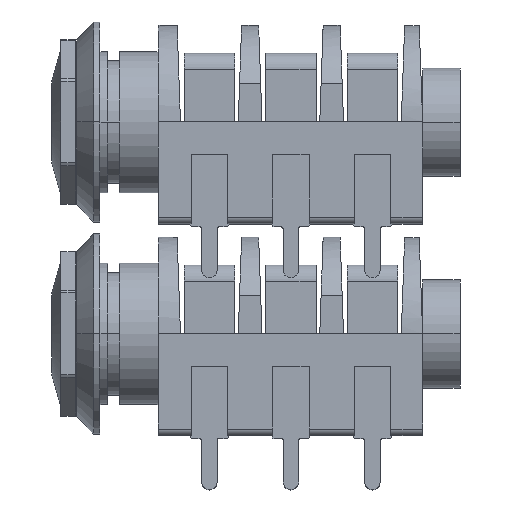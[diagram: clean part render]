
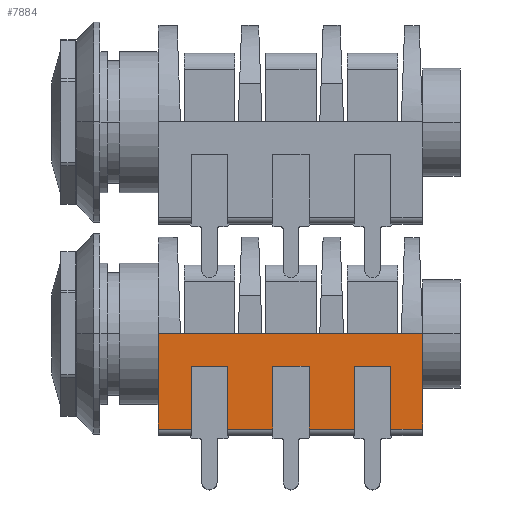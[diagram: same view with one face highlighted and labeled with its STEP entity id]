
A CAD part, top view. The second image highlights one B-rep face of the part: STEP entity #7884.
In plain terms, the highlighted planar face has unit normal (0, 0, 1).
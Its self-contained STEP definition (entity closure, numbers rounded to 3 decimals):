
#10 = LINE ( 'NONE', #2723, #11 ) ;
#11 = VECTOR ( 'NONE', #2720, 1000. ) ;
#29 = LINE ( 'NONE', #2725, #103 ) ;
#30 = LINE ( 'NONE', #2677, #34 ) ;
#33 = LINE ( 'NONE', #2684, #37 ) ;
#34 = VECTOR ( 'NONE', #2669, 1000. ) ;
#37 = VECTOR ( 'NONE', #2689, 1000. ) ;
#39 = VECTOR ( 'NONE', #2659, 1000. ) ;
#61 = VECTOR ( 'NONE', #2757, 1000. ) ;
#62 = VECTOR ( 'NONE', #2708, 1000. ) ;
#73 = LINE ( 'NONE', #2787, #95 ) ;
#88 = LINE ( 'NONE', #2737, #61 ) ;
#95 = VECTOR ( 'NONE', #2783, 1000. ) ;
#98 = LINE ( 'NONE', #2707, #62 ) ;
#102 = LINE ( 'NONE', #2786, #116 ) ;
#103 = VECTOR ( 'NONE', #2694, 1000. ) ;
#116 = VECTOR ( 'NONE', #2778, 1000. ) ;
#124 = VECTOR ( 'NONE', #2811, 1000. ) ;
#133 = LINE ( 'NONE', #2793, #124 ) ;
#191 = DIRECTION ( 'NONE',  ( 0., 0., 1. ) ) ;
#198 = DIRECTION ( 'NONE',  ( 0., -1., 0. ) ) ;
#216 = PLANE ( 'NONE',  #12413 ) ;
#236 = CARTESIAN_POINT ( 'NONE',  ( -15.224, -5.632, 13.661 ) ) ;
#1569 = DIRECTION ( 'NONE',  ( 0., -1., 0. ) ) ;
#1575 = CARTESIAN_POINT ( 'NONE',  ( -15.224, -5.632, 13.661 ) ) ;
#1576 = CARTESIAN_POINT ( 'NONE',  ( -3.454, -5.632, 13.661 ) ) ;
#1591 = DIRECTION ( 'NONE',  ( -1., 0., 0. ) ) ;
#2196 = CARTESIAN_POINT ( 'NONE',  ( 0.056, -0.752, 13.661 ) ) ;
#2202 = CARTESIAN_POINT ( 'NONE',  ( -6.294, -5.632, 13.661 ) ) ;
#2208 = CARTESIAN_POINT ( 'NONE',  ( -3.454, -5.632, 13.661 ) ) ;
#2230 = CARTESIAN_POINT ( 'NONE',  ( -3.454, -0.752, 13.661 ) ) ;
#2256 = CARTESIAN_POINT ( 'NONE',  ( -12.644, -0.752, 13.661 ) ) ;
#2260 = CARTESIAN_POINT ( 'NONE',  ( -6.294, -0.752, 13.661 ) ) ;
#2263 = CARTESIAN_POINT ( 'NONE',  ( -9.804, -0.752, 13.661 ) ) ;
#2269 = CARTESIAN_POINT ( 'NONE',  ( 0.056, -5.632, 13.661 ) ) ;
#2300 = CARTESIAN_POINT ( 'NONE',  ( 5.386, 1.788, 13.661 ) ) ;
#2305 = CARTESIAN_POINT ( 'NONE',  ( 2.896, -0.752, 13.661 ) ) ;
#2306 = CARTESIAN_POINT ( 'NONE',  ( -9.804, -5.632, 13.661 ) ) ;
#2313 = CARTESIAN_POINT ( 'NONE',  ( -15.224, 1.788, 13.661 ) ) ;
#2322 = CARTESIAN_POINT ( 'NONE',  ( -12.644, -5.632, 13.661 ) ) ;
#2325 = CARTESIAN_POINT ( 'NONE',  ( 5.386, -5.632, 13.661 ) ) ;
#2345 = CARTESIAN_POINT ( 'NONE',  ( -15.224, -5.632, 13.661 ) ) ;
#2374 = CARTESIAN_POINT ( 'NONE',  ( 2.896, -5.632, 13.661 ) ) ;
#2615 = CARTESIAN_POINT ( 'NONE',  ( 0.056, -5.632, 13.661 ) ) ;
#2621 = DIRECTION ( 'NONE',  ( 0., 1., 0. ) ) ;
#2659 = DIRECTION ( 'NONE',  ( -1., 0., 0. ) ) ;
#2669 = DIRECTION ( 'NONE',  ( 1., 0., 0. ) ) ;
#2677 = CARTESIAN_POINT ( 'NONE',  ( -15.224, -0.752, 13.661 ) ) ;
#2684 = CARTESIAN_POINT ( 'NONE',  ( 5.386, 0.113, 13.661 ) ) ;
#2689 = DIRECTION ( 'NONE',  ( 0., 1., 0. ) ) ;
#2691 = CARTESIAN_POINT ( 'NONE',  ( -15.224, 1.788, 13.661 ) ) ;
#2694 = DIRECTION ( 'NONE',  ( 0., 1., 0. ) ) ;
#2707 = CARTESIAN_POINT ( 'NONE',  ( -12.644, -5.632, 13.661 ) ) ;
#2708 = DIRECTION ( 'NONE',  ( 0., 1., 0. ) ) ;
#2720 = DIRECTION ( 'NONE',  ( -1., 0., 0. ) ) ;
#2723 = CARTESIAN_POINT ( 'NONE',  ( -15.224, -5.632, 13.661 ) ) ;
#2725 = CARTESIAN_POINT ( 'NONE',  ( -15.224, 0.113, 13.661 ) ) ;
#2737 = CARTESIAN_POINT ( 'NONE',  ( 2.896, -5.632, 13.661 ) ) ;
#2757 = DIRECTION ( 'NONE',  ( 0., -1., 0. ) ) ;
#2778 = DIRECTION ( 'NONE',  ( 1., 0., 0. ) ) ;
#2783 = DIRECTION ( 'NONE',  ( -1., 0., 0. ) ) ;
#2786 = CARTESIAN_POINT ( 'NONE',  ( -15.224, -0.752, 13.661 ) ) ;
#2787 = CARTESIAN_POINT ( 'NONE',  ( -15.224, -5.632, 13.661 ) ) ;
#2793 = CARTESIAN_POINT ( 'NONE',  ( -9.804, -5.632, 13.661 ) ) ;
#2811 = DIRECTION ( 'NONE',  ( 0., -1., 0. ) ) ;
#2827 = CARTESIAN_POINT ( 'NONE',  ( -15.224, -5.632, 13.661 ) ) ;
#2828 = DIRECTION ( 'NONE',  ( -1., 0., 0. ) ) ;
#2880 = CARTESIAN_POINT ( 'NONE',  ( -6.294, -5.632, 13.661 ) ) ;
#2884 = DIRECTION ( 'NONE',  ( 0., 1., 0. ) ) ;
#2926 = DIRECTION ( 'NONE',  ( 1., 0., 0. ) ) ;
#2936 = CARTESIAN_POINT ( 'NONE',  ( -15.224, -0.752, 13.661 ) ) ;
#3500 = LINE ( 'NONE', #2880, #3551 ) ;
#3509 = VECTOR ( 'NONE', #2828, 1000. ) ;
#3524 = LINE ( 'NONE', #2827, #3509 ) ;
#3551 = VECTOR ( 'NONE', #2884, 1000. ) ;
#3591 = VECTOR ( 'NONE', #2926, 1000. ) ;
#3609 = LINE ( 'NONE', #2936, #3591 ) ;
#5442 = EDGE_LOOP ( 'NONE', ( #9506, #9516, #9520, #9600, #9517, #9481, #9547, #9491, #9540, #9480, #9495, #9510, #9574, #9538, #9536, #9509 ) ) ;
#7884 = ADVANCED_FACE ( 'NONE', ( #12660 ), #216, .T. ) ;
#8628 = VERTEX_POINT ( 'NONE', #2230 ) ;
#8646 = VERTEX_POINT ( 'NONE', #2196 ) ;
#8656 = VERTEX_POINT ( 'NONE', #2208 ) ;
#8670 = VERTEX_POINT ( 'NONE', #2202 ) ;
#8683 = VERTEX_POINT ( 'NONE', #2269 ) ;
#8692 = VERTEX_POINT ( 'NONE', #2256 ) ;
#8694 = VERTEX_POINT ( 'NONE', #2305 ) ;
#8695 = VERTEX_POINT ( 'NONE', #2263 ) ;
#8698 = VERTEX_POINT ( 'NONE', #2260 ) ;
#8703 = VERTEX_POINT ( 'NONE', #2306 ) ;
#8735 = VERTEX_POINT ( 'NONE', #2300 ) ;
#8739 = VERTEX_POINT ( 'NONE', #2374 ) ;
#8756 = VERTEX_POINT ( 'NONE', #2345 ) ;
#8759 = VERTEX_POINT ( 'NONE', #2313 ) ;
#8763 = VERTEX_POINT ( 'NONE', #2325 ) ;
#8765 = VERTEX_POINT ( 'NONE', #2322 ) ;
#8996 = EDGE_CURVE ( 'NONE', #8628, #8656, #13559, .T. ) ;
#9000 = EDGE_CURVE ( 'NONE', #8683, #8656, #13579, .T. ) ;
#9027 = EDGE_CURVE ( 'NONE', #8683, #8646, #13578, .T. ) ;
#9031 = EDGE_CURVE ( 'NONE', #8763, #8735, #33, .T. ) ;
#9033 = EDGE_CURVE ( 'NONE', #8692, #8695, #30, .T. ) ;
#9034 = EDGE_CURVE ( 'NONE', #8735, #8759, #13619, .T. ) ;
#9054 = EDGE_CURVE ( 'NONE', #8765, #8756, #10, .T. ) ;
#9061 = EDGE_CURVE ( 'NONE', #8756, #8759, #29, .T. ) ;
#9066 = EDGE_CURVE ( 'NONE', #8765, #8692, #98, .T. ) ;
#9072 = EDGE_CURVE ( 'NONE', #8694, #8739, #88, .T. ) ;
#9086 = EDGE_CURVE ( 'NONE', #8646, #8694, #102, .T. ) ;
#9094 = EDGE_CURVE ( 'NONE', #8763, #8739, #73, .T. ) ;
#9101 = EDGE_CURVE ( 'NONE', #8695, #8703, #133, .T. ) ;
#9122 = EDGE_CURVE ( 'NONE', #8670, #8703, #3524, .T. ) ;
#9143 = EDGE_CURVE ( 'NONE', #8670, #8698, #3500, .T. ) ;
#9153 = EDGE_CURVE ( 'NONE', #8698, #8628, #3609, .T. ) ;
#9480 = ORIENTED_EDGE ( 'NONE', *, *, #9153, .T. ) ;
#9481 = ORIENTED_EDGE ( 'NONE', *, *, #9033, .T. ) ;
#9491 = ORIENTED_EDGE ( 'NONE', *, *, #9122, .F. ) ;
#9495 = ORIENTED_EDGE ( 'NONE', *, *, #8996, .T. ) ;
#9506 = ORIENTED_EDGE ( 'NONE', *, *, #9031, .T. ) ;
#9509 = ORIENTED_EDGE ( 'NONE', *, *, #9094, .F. ) ;
#9510 = ORIENTED_EDGE ( 'NONE', *, *, #9000, .F. ) ;
#9516 = ORIENTED_EDGE ( 'NONE', *, *, #9034, .T. ) ;
#9517 = ORIENTED_EDGE ( 'NONE', *, *, #9066, .T. ) ;
#9520 = ORIENTED_EDGE ( 'NONE', *, *, #9061, .F. ) ;
#9536 = ORIENTED_EDGE ( 'NONE', *, *, #9072, .T. ) ;
#9538 = ORIENTED_EDGE ( 'NONE', *, *, #9086, .T. ) ;
#9540 = ORIENTED_EDGE ( 'NONE', *, *, #9143, .T. ) ;
#9547 = ORIENTED_EDGE ( 'NONE', *, *, #9101, .T. ) ;
#9574 = ORIENTED_EDGE ( 'NONE', *, *, #9027, .T. ) ;
#9600 = ORIENTED_EDGE ( 'NONE', *, *, #9054, .F. ) ;
#12413 = AXIS2_PLACEMENT_3D ( 'NONE', #236, #191, #198 ) ;
#12660 = FACE_OUTER_BOUND ( 'NONE', #5442, .T. ) ;
#13550 = VECTOR ( 'NONE', #1569, 1000. ) ;
#13555 = VECTOR ( 'NONE', #1591, 1000. ) ;
#13559 = LINE ( 'NONE', #1576, #13550 ) ;
#13578 = LINE ( 'NONE', #2615, #13598 ) ;
#13579 = LINE ( 'NONE', #1575, #13555 ) ;
#13598 = VECTOR ( 'NONE', #2621, 1000. ) ;
#13619 = LINE ( 'NONE', #2691, #39 ) ;
